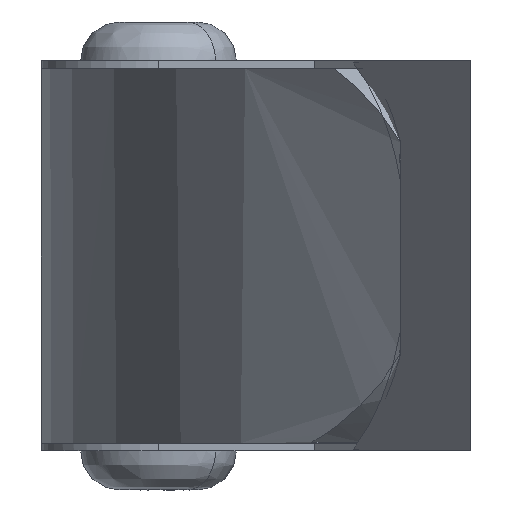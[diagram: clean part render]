
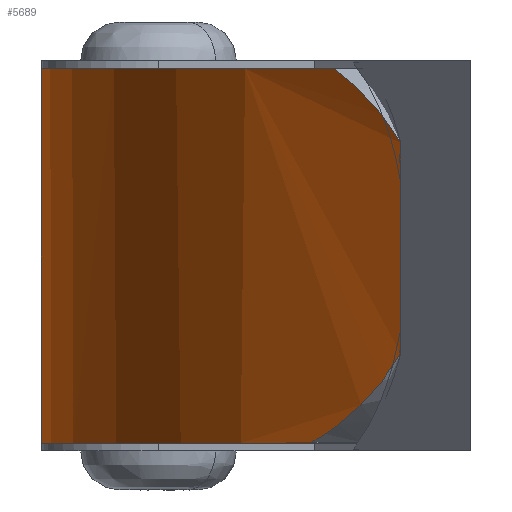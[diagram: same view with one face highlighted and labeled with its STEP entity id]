
A CAD part, left-side view. The second image highlights one B-rep face of the part: STEP entity #5689.
In plain terms, the highlighted free-form (B-spline) face has degree [3, 1] with [4, 2] control points.
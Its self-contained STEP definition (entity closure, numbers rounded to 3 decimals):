
#5383 = VERTEX_POINT('',#5384);
#5384 = CARTESIAN_POINT('',(130.125,229.492,
    215.658));
#5392 = VERTEX_POINT('',#5393);
#5393 = CARTESIAN_POINT('',(130.125,229.492,
    190.493));
#5399 = EDGE_CURVE('',#5383,#5392,#5400,.T.);
#5400 = B_SPLINE_CURVE_WITH_KNOTS('',1,(#5401,#5402),.UNSPECIFIED.,.F.,
  .F.,(2,2),(0.,28.),.PIECEWISE_BEZIER_KNOTS.);
#5401 = CARTESIAN_POINT('',(130.125,229.492,
    215.658));
#5402 = CARTESIAN_POINT('',(130.125,229.492,
    190.493));
#5437 = VERTEX_POINT('',#5438);
#5438 = CARTESIAN_POINT('',(125.129,229.495,
    215.658));
#5461 = EDGE_CURVE('',#5437,#5383,#5462,.T.);
#5462 = B_SPLINE_CURVE_WITH_KNOTS('',3,(#5463,#5464,#5465,#5466),
  .UNSPECIFIED.,.F.,.F.,(4,4),(0.968,1.),
  .PIECEWISE_BEZIER_KNOTS.);
#5463 = CARTESIAN_POINT('',(125.129,229.495,
    215.658));
#5464 = CARTESIAN_POINT('',(126.779,229.493,
    215.658));
#5465 = CARTESIAN_POINT('',(128.444,229.492,
    215.658));
#5466 = CARTESIAN_POINT('',(130.125,229.492,
    215.658));
#5524 = EDGE_CURVE('',#5525,#5392,#5527,.T.);
#5525 = VERTEX_POINT('',#5526);
#5526 = CARTESIAN_POINT('',(125.129,229.495,
    190.493));
#5527 = B_SPLINE_CURVE_WITH_KNOTS('',3,(#5528,#5529,#5530,#5531),
  .UNSPECIFIED.,.F.,.F.,(4,4),(0.968,1.),
  .PIECEWISE_BEZIER_KNOTS.);
#5528 = CARTESIAN_POINT('',(125.129,229.495,
    190.493));
#5529 = CARTESIAN_POINT('',(126.779,229.493,
    190.493));
#5530 = CARTESIAN_POINT('',(128.444,229.492,
    190.493));
#5531 = CARTESIAN_POINT('',(130.125,229.492,
    190.493));
#5565 = VERTEX_POINT('',#5566);
#5566 = CARTESIAN_POINT('',(2.299,188.099,
    216.1));
#5624 = VERTEX_POINT('',#5625);
#5625 = CARTESIAN_POINT('',(2.299,188.099,
    191.849));
#5640 = EDGE_CURVE('',#5565,#5624,#5641,.T.);
#5641 = B_SPLINE_CURVE_WITH_KNOTS('',1,(#5642,#5643),.UNSPECIFIED.,.F.,
  .F.,(2,2),(-0.492,26.492),.PIECEWISE_BEZIER_KNOTS.);
#5642 = CARTESIAN_POINT('',(2.299,188.099,
    216.1));
#5643 = CARTESIAN_POINT('',(2.299,188.099,
    191.849));
#5655 = EDGE_CURVE('',#5656,#5658,#5660,.T.);
#5656 = VERTEX_POINT('',#5657);
#5657 = CARTESIAN_POINT('',(125.129,229.495,
    181.506));
#5658 = VERTEX_POINT('',#5659);
#5659 = CARTESIAN_POINT('',(11.759,197.87,
    181.506));
#5660 = B_SPLINE_CURVE_WITH_KNOTS('',3,(#5661,#5662,#5663,#5664),
  .UNSPECIFIED.,.F.,.F.,(4,4),(0.032,0.917),
  .PIECEWISE_BEZIER_KNOTS.);
#5661 = CARTESIAN_POINT('',(125.129,229.495,
    181.506));
#5662 = CARTESIAN_POINT('',(79.847,229.535,
    181.506));
#5663 = CARTESIAN_POINT('',(45.44,229.553,
    181.506));
#5664 = CARTESIAN_POINT('',(11.759,197.87,
    181.506));
#5689 = ADVANCED_FACE('',(#5690),#5753,.F.);
#5690 = FACE_BOUND('',#5691,.F.);
#5691 = EDGE_LOOP('',(#5692,#5705,#5706,#5723,#5730,#5731,#5736,#5737,
    #5738,#5739,#5746));
#5692 = ORIENTED_EDGE('',*,*,#5693,.T.);
#5693 = EDGE_CURVE('',#5694,#5565,#5696,.T.);
#5694 = VERTEX_POINT('',#5695);
#5695 = CARTESIAN_POINT('',(9.559,195.754,
    224.646));
#5696 = B_SPLINE_CURVE_WITH_KNOTS('',3,(#5697,#5698,#5699,#5700,#5701,
    #5702,#5703,#5704),.UNSPECIFIED.,.F.,.F.,(4,2,2,4),(
    0.,0.008,0.011,
    0.015),.UNSPECIFIED.);
#5697 = CARTESIAN_POINT('',(9.559,195.754,
    224.646));
#5698 = CARTESIAN_POINT('',(8.105,194.324,
    223.596));
#5699 = CARTESIAN_POINT('',(6.771,192.952,
    222.374));
#5700 = CARTESIAN_POINT('',(4.946,191.014,220.252
    ));
#5701 = CARTESIAN_POINT('',(4.367,190.389,
    219.496));
#5702 = CARTESIAN_POINT('',(3.273,189.19,
    217.872));
#5703 = CARTESIAN_POINT('',(2.765,188.624,
    217.011));
#5704 = CARTESIAN_POINT('',(2.299,188.099,
    216.1));
#5705 = ORIENTED_EDGE('',*,*,#5640,.T.);
#5706 = ORIENTED_EDGE('',*,*,#5707,.T.);
#5707 = EDGE_CURVE('',#5624,#5708,#5710,.T.);
#5708 = VERTEX_POINT('',#5709);
#5709 = CARTESIAN_POINT('',(12.255,198.334,
    181.634));
#5710 = B_SPLINE_CURVE_WITH_KNOTS('',3,(#5711,#5712,#5713,#5714,#5715,
    #5716,#5717,#5718,#5719,#5720,#5721,#5722),.UNSPECIFIED.,.F.,.F.,(4,
    2,2,2,2,4),(0.,0.005,0.01,0.012
    ,0.015,0.02),.UNSPECIFIED.);
#5711 = CARTESIAN_POINT('',(2.299,188.099,
    191.849));
#5712 = CARTESIAN_POINT('',(2.905,188.782,
    190.663));
#5713 = CARTESIAN_POINT('',(3.576,189.526,189.578)
  );
#5714 = CARTESIAN_POINT('',(5.031,191.108,
    187.568));
#5715 = CARTESIAN_POINT('',(5.816,191.945,
    186.644));
#5716 = CARTESIAN_POINT('',(7.077,193.256,
    185.367));
#5717 = CARTESIAN_POINT('',(7.513,193.704,
    184.959));
#5718 = CARTESIAN_POINT('',(8.405,194.608,184.185
    ));
#5719 = CARTESIAN_POINT('',(8.861,195.065,
    183.819));
#5720 = CARTESIAN_POINT('',(10.262,196.448,
    182.78));
#5721 = CARTESIAN_POINT('',(11.236,197.385,
    182.168));
#5722 = CARTESIAN_POINT('',(12.255,198.334,
    181.634));
#5723 = ORIENTED_EDGE('',*,*,#5724,.T.);
#5724 = EDGE_CURVE('',#5708,#5658,#5725,.T.);
#5725 = B_SPLINE_CURVE_WITH_KNOTS('',3,(#5726,#5727,#5728,#5729),
  .UNSPECIFIED.,.F.,.F.,(4,4),(0.,0.001),
  .PIECEWISE_BEZIER_KNOTS.);
#5726 = CARTESIAN_POINT('',(12.255,198.334,
    181.634));
#5727 = CARTESIAN_POINT('',(12.096,198.186,
    181.545));
#5728 = CARTESIAN_POINT('',(11.929,198.03,
    181.506));
#5729 = CARTESIAN_POINT('',(11.759,197.87,
    181.506));
#5730 = ORIENTED_EDGE('',*,*,#5655,.F.);
#5731 = ORIENTED_EDGE('',*,*,#5732,.T.);
#5732 = EDGE_CURVE('',#5656,#5525,#5733,.T.);
#5733 = B_SPLINE_CURVE_WITH_KNOTS('',1,(#5734,#5735),.UNSPECIFIED.,.F.,
  .F.,(2,2),(0.,10.),.PIECEWISE_BEZIER_KNOTS.);
#5734 = CARTESIAN_POINT('',(125.129,229.495,
    181.506));
#5735 = CARTESIAN_POINT('',(125.129,229.495,
    190.493));
#5736 = ORIENTED_EDGE('',*,*,#5524,.T.);
#5737 = ORIENTED_EDGE('',*,*,#5399,.F.);
#5738 = ORIENTED_EDGE('',*,*,#5461,.F.);
#5739 = ORIENTED_EDGE('',*,*,#5740,.F.);
#5740 = EDGE_CURVE('',#5741,#5437,#5743,.T.);
#5741 = VERTEX_POINT('',#5742);
#5742 = CARTESIAN_POINT('',(125.129,229.495,
    224.646));
#5743 = B_SPLINE_CURVE_WITH_KNOTS('',1,(#5744,#5745),.UNSPECIFIED.,.F.,
  .F.,(2,2),(0.,10.),.PIECEWISE_BEZIER_KNOTS.);
#5744 = CARTESIAN_POINT('',(125.129,229.495,
    224.646));
#5745 = CARTESIAN_POINT('',(125.129,229.495,
    215.658));
#5746 = ORIENTED_EDGE('',*,*,#5747,.T.);
#5747 = EDGE_CURVE('',#5741,#5694,#5748,.T.);
#5748 = B_SPLINE_CURVE_WITH_KNOTS('',3,(#5749,#5750,#5751,#5752),
  .UNSPECIFIED.,.F.,.F.,(4,4),(0.032,0.936),
  .PIECEWISE_BEZIER_KNOTS.);
#5749 = CARTESIAN_POINT('',(125.129,229.495,
    224.646));
#5750 = CARTESIAN_POINT('',(78.861,229.536,
    224.646));
#5751 = CARTESIAN_POINT('',(43.946,229.554,
    224.646));
#5752 = CARTESIAN_POINT('',(9.559,195.754,
    224.646));
#5753 = B_SPLINE_SURFACE_WITH_KNOTS('',3,1,(
    (#5754,#5755)
    ,(#5756,#5757)
    ,(#5758,#5759)
    ,(#5760,#5761
    )),.UNSPECIFIED.,.F.,.F.,.F.,(4,4),(2,2),(0.,1.),(0.,1.),
  .PIECEWISE_BEZIER_KNOTS.);
#5754 = CARTESIAN_POINT('',(130.125,229.492,
    224.646));
#5755 = CARTESIAN_POINT('',(130.125,229.492,
    181.506));
#5756 = CARTESIAN_POINT('',(78.037,229.492,
    224.646));
#5757 = CARTESIAN_POINT('',(78.037,229.492,
    181.506));
#5758 = CARTESIAN_POINT('',(40.311,230.938,
    224.646));
#5759 = CARTESIAN_POINT('',(40.311,230.938,
    181.506));
#5760 = CARTESIAN_POINT('',(2.299,188.099,
    224.646));
#5761 = CARTESIAN_POINT('',(2.299,188.099,
    181.506));
